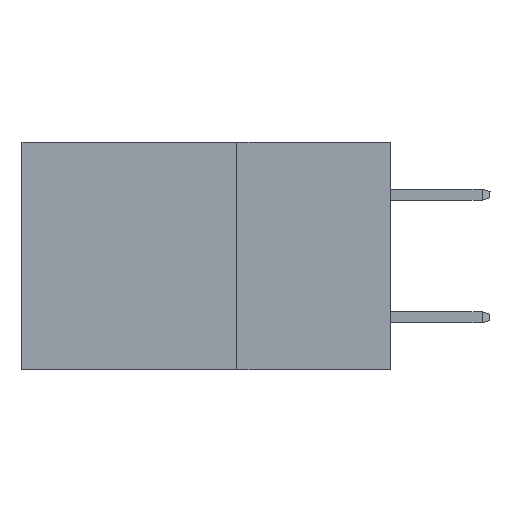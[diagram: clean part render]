
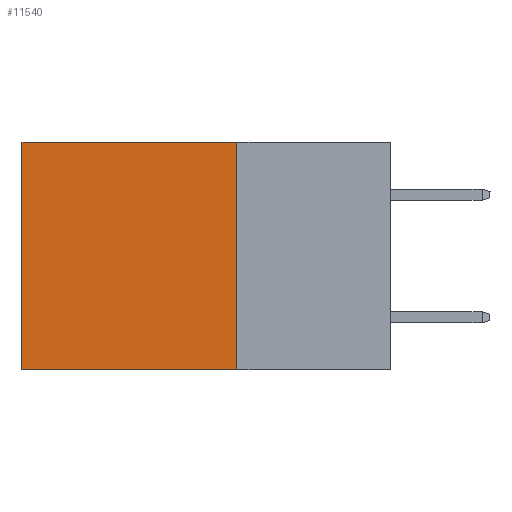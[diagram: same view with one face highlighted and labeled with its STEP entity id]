
A CAD part, left-side view. The second image highlights one B-rep face of the part: STEP entity #11540.
In plain terms, the highlighted planar face has unit normal (-1, 0, 0).
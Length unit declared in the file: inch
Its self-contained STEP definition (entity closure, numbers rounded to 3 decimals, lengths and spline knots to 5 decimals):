
#923 = ORIENTED_EDGE ( 'NONE', *, *, #6018, .F. ) ;
#939 = VECTOR ( 'NONE', #6080, 39.37008 ) ;
#1208 = CARTESIAN_POINT ( 'NONE',  ( 0.2875, 0.25, 0. ) ) ;
#1523 = PLANE ( 'NONE',  #1833 ) ;
#1833 = AXIS2_PLACEMENT_3D ( 'NONE', #6809, #10850, #14835 ) ;
#2095 = CARTESIAN_POINT ( 'NONE',  ( 0.2875, 0.25, -0.37 ) ) ;
#2159 = VERTEX_POINT ( 'NONE', #12233 ) ;
#2369 = CARTESIAN_POINT ( 'NONE',  ( 0.2875, 0.6, -0.37 ) ) ;
#3692 = VERTEX_POINT ( 'NONE', #2369 ) ;
#4080 = LINE ( 'NONE', #1208, #5997 ) ;
#5771 = FACE_OUTER_BOUND ( 'NONE', #8235, .T. ) ;
#5993 = CARTESIAN_POINT ( 'NONE',  ( 0.2875, 0.6, 0. ) ) ;
#5997 = VECTOR ( 'NONE', #6415, 39.37008 ) ;
#6018 = EDGE_CURVE ( 'NONE', #16264, #2159, #7908, .T. ) ;
#6080 = DIRECTION ( 'NONE',  ( 0., 0., -1. ) ) ;
#6316 = EDGE_CURVE ( 'NONE', #14377, #3692, #16642, .T. ) ;
#6415 = DIRECTION ( 'NONE',  ( 0., 1., 0. ) ) ;
#6581 = VECTOR ( 'NONE', #16731, 39.37008 ) ;
#6809 = CARTESIAN_POINT ( 'NONE',  ( 0.2875, 0.25, 0. ) ) ;
#6844 = VECTOR ( 'NONE', #14210, 39.37008 ) ;
#6889 = CARTESIAN_POINT ( 'NONE',  ( 0.2875, 0.25, 0. ) ) ;
#7725 = LINE ( 'NONE', #2095, #6581 ) ;
#7908 = LINE ( 'NONE', #15769, #6844 ) ;
#8235 = EDGE_LOOP ( 'NONE', ( #14167, #12384, #923, #10904 ) ) ;
#10850 = DIRECTION ( 'NONE',  ( 1., 0., 0. ) ) ;
#10904 = ORIENTED_EDGE ( 'NONE', *, *, #13880, .T. ) ;
#11540 = ADVANCED_FACE ( 'NONE', ( #5771 ), #1523, .F. ) ;
#12233 = CARTESIAN_POINT ( 'NONE',  ( 0.2875, 0.25, -0.37 ) ) ;
#12384 = ORIENTED_EDGE ( 'NONE', *, *, #15054, .F. ) ;
#13880 = EDGE_CURVE ( 'NONE', #16264, #14377, #4080, .T. ) ;
#14167 = ORIENTED_EDGE ( 'NONE', *, *, #6316, .T. ) ;
#14210 = DIRECTION ( 'NONE',  ( 0., 0., -1. ) ) ;
#14377 = VERTEX_POINT ( 'NONE', #17132 ) ;
#14835 = DIRECTION ( 'NONE',  ( 0., 0., -1. ) ) ;
#15054 = EDGE_CURVE ( 'NONE', #2159, #3692, #7725, .T. ) ;
#15769 = CARTESIAN_POINT ( 'NONE',  ( 0.2875, 0.25, 0. ) ) ;
#16264 = VERTEX_POINT ( 'NONE', #6889 ) ;
#16642 = LINE ( 'NONE', #5993, #939 ) ;
#16731 = DIRECTION ( 'NONE',  ( 0., 1., 0. ) ) ;
#17132 = CARTESIAN_POINT ( 'NONE',  ( 0.2875, 0.6, 0. ) ) ;
